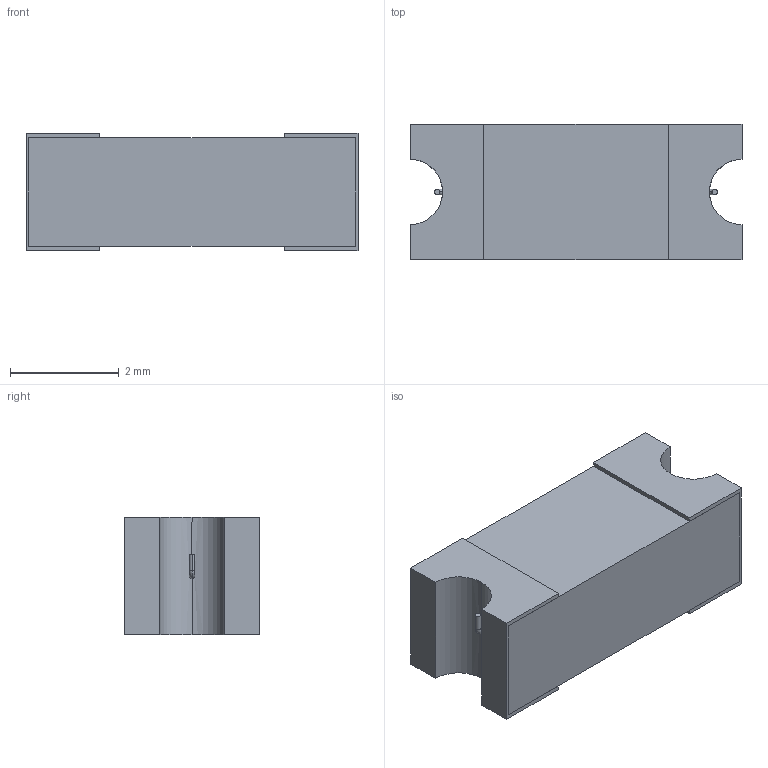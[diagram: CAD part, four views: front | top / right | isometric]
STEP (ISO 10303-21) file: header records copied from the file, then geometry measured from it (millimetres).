
FILE_DESCRIPTION (( 'STEP AP203' ), '1' );
FILE_NAME ('AF2-2410.STEP', '2017-09-25T00:28:30', ( '' ), ( '' ), 'SwSTEP 2.0', 'SolidWorks 2011', '' );
FILE_SCHEMA (( 'CONFIG_CONTROL_DESIGN' ));
Length unit declared in the file: millimetre
Products named in the file (1): AF2-2410
Bounding box: 6.1 x 2.49 x 2.16 mm (x, y, z)
Volume: 23.1 mm3; surface area: 137.8 mm2
Topology: 4 solids, 4 shells, 68 faces, 170 edges, 108 vertices
Faces by surface type: plane 38, cylinder 26, torus 4
Entity records: 2537 total; most frequent: CARTESIAN_POINT 827, ORIENTED_EDGE 340, DIRECTION 332, EDGE_CURVE 170, LINE 114, VECTOR 114, AXIS2_PLACEMENT_3D 109, VERTEX_POINT 108
